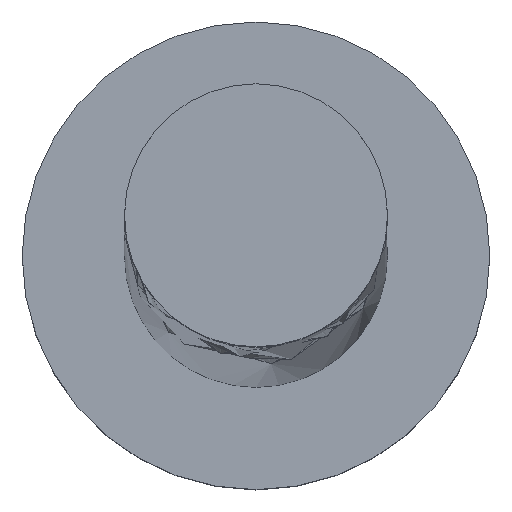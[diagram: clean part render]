
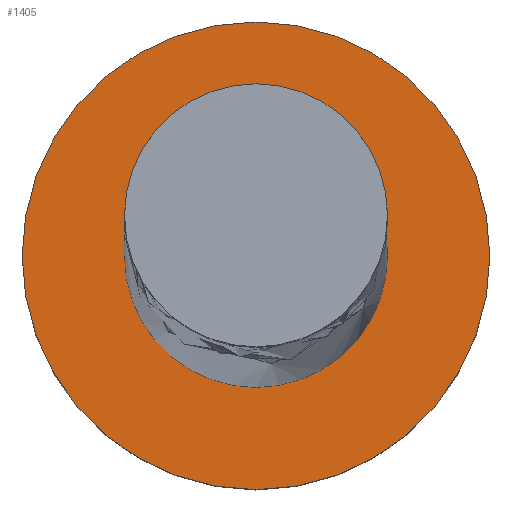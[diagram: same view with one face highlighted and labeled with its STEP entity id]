
A CAD part, top view. The second image highlights one B-rep face of the part: STEP entity #1405.
In plain terms, the highlighted planar face has unit normal (0, 0, 1).
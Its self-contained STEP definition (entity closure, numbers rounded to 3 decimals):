
#25 = CARTESIAN_POINT ( 'NONE',  ( 0., 0., 3. ) ) ;
#111 = CIRCLE ( 'NONE', #1541, 2.25 ) ;
#208 = CARTESIAN_POINT ( 'NONE',  ( 4., 0., 3. ) ) ;
#246 = EDGE_CURVE ( 'NONE', #1396, #982, #111, .T. ) ;
#322 = PLANE ( 'NONE',  #1697 ) ;
#390 = ORIENTED_EDGE ( 'NONE', *, *, #1080, .T. ) ;
#451 = DIRECTION ( 'NONE',  ( 1., 0., 0. ) ) ;
#502 = AXIS2_PLACEMENT_3D ( 'NONE', #1433, #973, #564 ) ;
#504 = CIRCLE ( 'NONE', #1325, 4. ) ;
#529 = EDGE_CURVE ( 'NONE', #982, #1396, #1602, .T. ) ;
#564 = DIRECTION ( 'NONE',  ( 1., 0., 0. ) ) ;
#591 = VERTEX_POINT ( 'NONE', #208 ) ;
#624 = CARTESIAN_POINT ( 'NONE',  ( 0., 0., 3. ) ) ;
#631 = FACE_OUTER_BOUND ( 'NONE', #1629, .T. ) ;
#743 = DIRECTION ( 'NONE',  ( 0., 0., 1. ) ) ;
#766 = ORIENTED_EDGE ( 'NONE', *, *, #1748, .T. ) ;
#775 = DIRECTION ( 'NONE',  ( 1., 0., 0. ) ) ;
#786 = DIRECTION ( 'NONE',  ( 0., 0., 1. ) ) ;
#885 = CIRCLE ( 'NONE', #1384, 4. ) ;
#891 = DIRECTION ( 'NONE',  ( 0., 0., 1. ) ) ;
#893 = DIRECTION ( 'NONE',  ( 1., 0., 0. ) ) ;
#906 = DIRECTION ( 'NONE',  ( 1., 0., 0. ) ) ;
#912 = CARTESIAN_POINT ( 'NONE',  ( 0., 0., 3. ) ) ;
#973 = DIRECTION ( 'NONE',  ( 0., 0., 1. ) ) ;
#982 = VERTEX_POINT ( 'NONE', #1226 ) ;
#1080 = EDGE_CURVE ( 'NONE', #591, #1776, #885, .T. ) ;
#1095 = ORIENTED_EDGE ( 'NONE', *, *, #246, .F. ) ;
#1175 = CARTESIAN_POINT ( 'NONE',  ( -4., 0., 3. ) ) ;
#1196 = CARTESIAN_POINT ( 'NONE',  ( -2.25, 0., 3. ) ) ;
#1226 = CARTESIAN_POINT ( 'NONE',  ( 2.25, 0., 3. ) ) ;
#1240 = EDGE_LOOP ( 'NONE', ( #1095, #1721 ) ) ;
#1325 = AXIS2_PLACEMENT_3D ( 'NONE', #25, #743, #451 ) ;
#1384 = AXIS2_PLACEMENT_3D ( 'NONE', #624, #786, #906 ) ;
#1396 = VERTEX_POINT ( 'NONE', #1196 ) ;
#1405 = ADVANCED_FACE ( 'NONE', ( #1658, #631 ), #322, .T. ) ;
#1433 = CARTESIAN_POINT ( 'NONE',  ( 0., 0., 3. ) ) ;
#1499 = CARTESIAN_POINT ( 'NONE',  ( 0., 0., 3. ) ) ;
#1541 = AXIS2_PLACEMENT_3D ( 'NONE', #1499, #1752, #893 ) ;
#1602 = CIRCLE ( 'NONE', #502, 2.25 ) ;
#1629 = EDGE_LOOP ( 'NONE', ( #766, #390 ) ) ;
#1658 = FACE_BOUND ( 'NONE', #1240, .T. ) ;
#1697 = AXIS2_PLACEMENT_3D ( 'NONE', #912, #891, #775 ) ;
#1721 = ORIENTED_EDGE ( 'NONE', *, *, #529, .F. ) ;
#1748 = EDGE_CURVE ( 'NONE', #1776, #591, #504, .T. ) ;
#1752 = DIRECTION ( 'NONE',  ( 0., 0., 1. ) ) ;
#1776 = VERTEX_POINT ( 'NONE', #1175 ) ;
